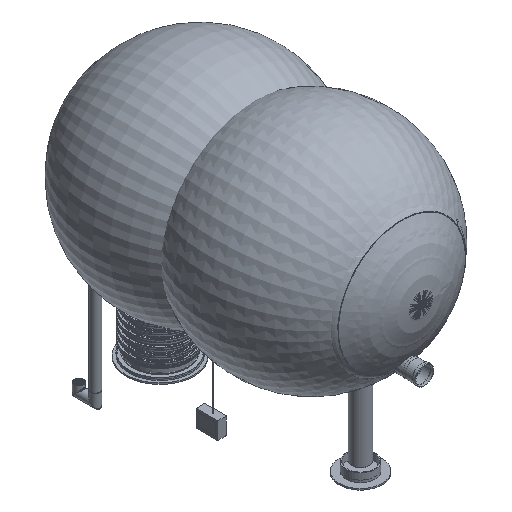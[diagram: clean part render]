
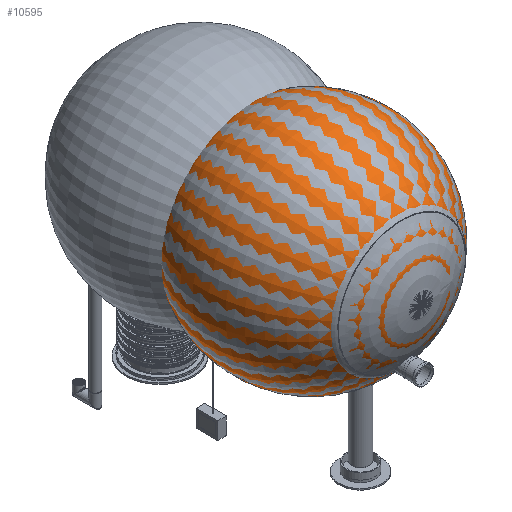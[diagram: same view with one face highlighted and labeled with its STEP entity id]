
A CAD part, isometric view. The second image highlights one B-rep face of the part: STEP entity #10595.
In plain terms, the highlighted toroidal (fillet/blend) face has major radius 2.49 mm and minor radius 1280 mm.
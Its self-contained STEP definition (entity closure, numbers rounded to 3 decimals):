
#1686=VERTEX_LOOP('',#7019);
#2180=CIRCLE('',#12317,736.783);
#4357=ORIENTED_EDGE('',*,*,#5948,.T.);
#4358=ORIENTED_EDGE('',*,*,#5956,.T.);
#5948=EDGE_CURVE('',#7013,#7014,#2180,.T.);
#5956=EDGE_CURVE('',#7014,#7013,#7551,.T.);
#7013=VERTEX_POINT('',#21996);
#7014=VERTEX_POINT('',#21997);
#7019=VERTEX_POINT('',#22052);
#7551=B_SPLINE_CURVE_WITH_KNOTS('',3,(#22053,#22054,#22055,#22056,#22057,
#22058,#22059,#22060,#22061,#22062,#22063,#22064,#22065,#22066,#22067,#22068,
#22069,#22070,#22071,#22072,#22073,#22074,#22075),.UNSPECIFIED.,.F.,.F.,
(4,1,1,1,1,1,1,1,1,1,1,1,1,1,1,1,1,1,1,1,4),(6.701,6.761,
6.821,6.88,6.91,6.94,6.97,
7.,7.059,7.119,7.149,7.179,
7.209,7.238,7.298,7.358,7.418,
7.477,7.537,7.597,7.656),
 .UNSPECIFIED.);
#8427=EDGE_LOOP('',(#4357,#4358));
#9664=FACE_BOUND('',#1686,.T.);
#9665=FACE_BOUND('',#8427,.T.);
#10029=DEGENERATE_TOROIDAL_SURFACE('',#12322,2.49,1280.,.T.);
#10595=ADVANCED_FACE('',(#9664,#9665),#10029,.T.);
#12317=AXIS2_PLACEMENT_3D('',#21995,#15049,#15050);
#12322=AXIS2_PLACEMENT_3D('',#22051,#15062,#15063);
#15049=DIRECTION('',(0.,-1.,0.));
#15050=DIRECTION('',(0.,0.,-1.));
#15062=DIRECTION('',(0.,-1.,0.));
#15063=DIRECTION('',(0.,0.,-1.));
#21995=CARTESIAN_POINT('',(0.,-128.054,0.));
#21996=CARTESIAN_POINT('',(466.851,-128.054,-570.));
#21997=CARTESIAN_POINT('',(-466.851,-128.054,-570.));
#22051=CARTESIAN_POINT('',(0.,920.379,0.));
#22052=CARTESIAN_POINT('',(0.,-359.618,0.));
#22053=CARTESIAN_POINT('',(-466.851,-128.054,-570.));
#22054=CARTESIAN_POINT('',(-448.645,-136.134,-570.));
#22055=CARTESIAN_POINT('',(-411.85,-151.33,-570.));
#22056=CARTESIAN_POINT('',(-355.515,-171.243,-570.));
#22057=CARTESIAN_POINT('',(-307.604,-185.423,-570.));
#22058=CARTESIAN_POINT('',(-268.704,-195.297,-570.));
#22059=CARTESIAN_POINT('',(-239.203,-201.966,-570.));
#22060=CARTESIAN_POINT('',(-209.52,-207.859,-570.));
#22061=CARTESIAN_POINT('',(-169.866,-214.656,-570.));
#22062=CARTESIAN_POINT('',(-120.082,-221.189,-570.));
#22063=CARTESIAN_POINT('',(-70.022,-225.114,-570.));
#22064=CARTESIAN_POINT('',(-29.819,-226.682,-570.));
#22065=CARTESIAN_POINT('',(0.446,-227.068,-570.));
#22066=CARTESIAN_POINT('',(30.68,-226.659,-570.));
#22067=CARTESIAN_POINT('',(70.777,-225.066,-570.));
#22068=CARTESIAN_POINT('',(120.58,-221.13,-570.));
#22069=CARTESIAN_POINT('',(179.816,-213.34,-570.));
#22070=CARTESIAN_POINT('',(238.533,-202.5,-570.));
#22071=CARTESIAN_POINT('',(296.734,-188.6,-570.));
#22072=CARTESIAN_POINT('',(354.389,-171.619,-570.));
#22073=CARTESIAN_POINT('',(411.579,-151.448,-570.));
#22074=CARTESIAN_POINT('',(448.589,-136.158,-570.));
#22075=CARTESIAN_POINT('',(466.851,-128.054,-570.));
